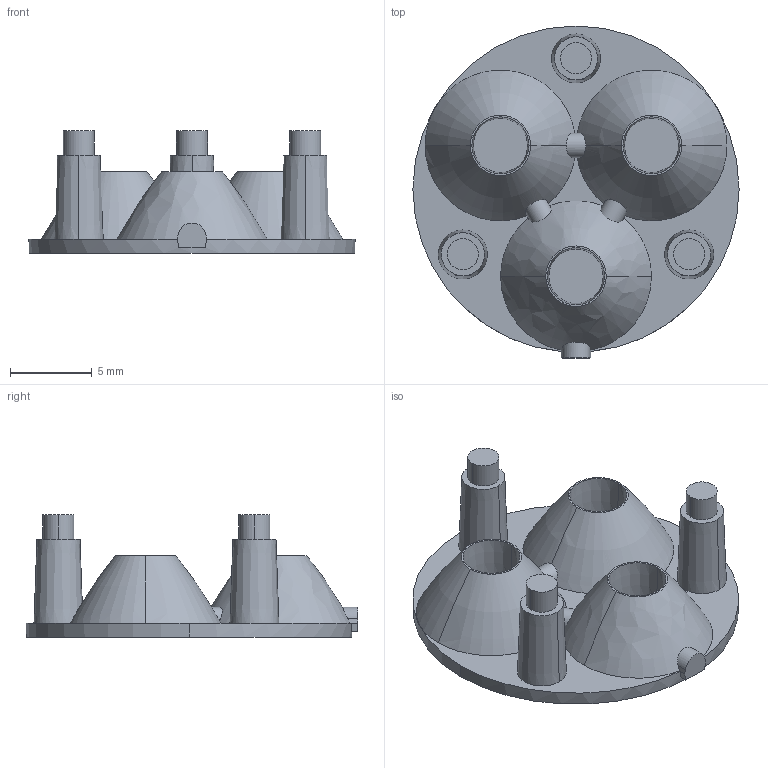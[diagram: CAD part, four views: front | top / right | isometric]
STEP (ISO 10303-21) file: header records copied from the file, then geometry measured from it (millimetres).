
FILE_DESCRIPTION((''),'2;1');
FILE_NAME('60522_3B','2016-06-06T',('SuttonP'),('Pet Mate Ltd'),'PRO/ENGINEER BY PARAMETRIC TECHNOLOGY CORPORATION, 2012130','PRO/ENGINEER BY PARAMETRIC TECHNOLOGY CORPORATION, 2012130','');
FILE_SCHEMA(('CONFIG_CONTROL_DESIGN'));
Length unit declared in the file: millimetre
Products named in the file (1): 60522_3B
Bounding box: 19.97 x 20.33 x 7.5 mm (x, y, z)
Volume: 749.4 mm3; surface area: 1095.2 mm2
Topology: 1 solids, 1 shells, 69 faces, 166 edges, 105 vertices
Faces by surface type: plane 27, cone 20, revolution 12, cylinder 10
Entity records: 2261 total; most frequent: CARTESIAN_POINT 645, DIRECTION 321, ORIENTED_EDGE 320, EDGE_CURVE 160, AXIS2_PLACEMENT_3D 129, VERTEX_POINT 105, EDGE_LOOP 81, CIRCLE 72
